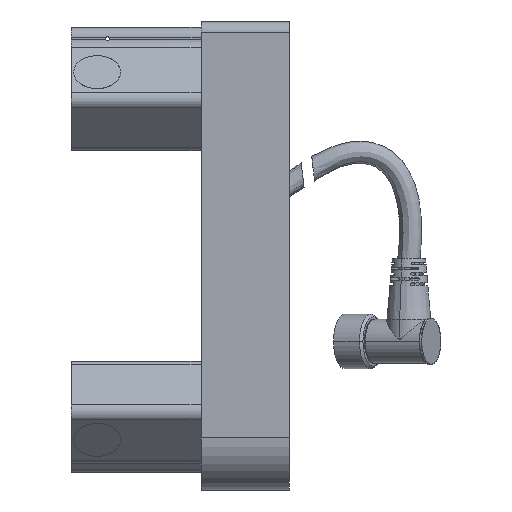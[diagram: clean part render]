
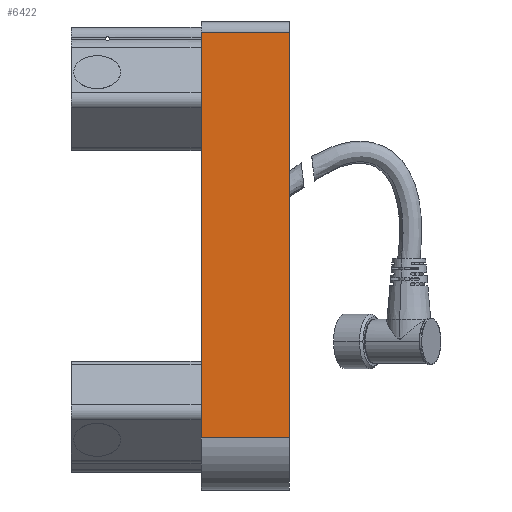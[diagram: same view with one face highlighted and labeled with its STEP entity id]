
A CAD part, left-side view. The second image highlights one B-rep face of the part: STEP entity #6422.
In plain terms, the highlighted planar face has unit normal (-1, 0, 0).
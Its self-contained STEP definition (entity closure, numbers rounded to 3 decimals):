
#147 = LINE ( 'NONE', #8975, #6604 ) ;
#778 = CARTESIAN_POINT ( 'NONE',  ( -45., 0., 43. ) ) ;
#925 = ORIENTED_EDGE ( 'NONE', *, *, #4982, .T. ) ;
#1789 = EDGE_LOOP ( 'NONE', ( #925, #8070, #4441, #8146 ) ) ;
#4204 = DIRECTION ( 'NONE',  ( 0., -1., 0. ) ) ;
#4436 = EDGE_CURVE ( 'NONE', #11485, #11487, #147, .T. ) ;
#4441 = ORIENTED_EDGE ( 'NONE', *, *, #12741, .F. ) ;
#4982 = EDGE_CURVE ( 'NONE', #11487, #7861, #12450, .T. ) ;
#5007 = DIRECTION ( 'NONE',  ( 0., 0., 1. ) ) ;
#5068 = CARTESIAN_POINT ( 'NONE',  ( -45., 17., -35. ) ) ;
#5072 = CARTESIAN_POINT ( 'NONE',  ( -45., 17., 43. ) ) ;
#5111 = CARTESIAN_POINT ( 'NONE',  ( -45., 0., -35. ) ) ;
#5191 = CARTESIAN_POINT ( 'NONE',  ( -45., 0., 43. ) ) ;
#5205 = DIRECTION ( 'NONE',  ( 0., 0., 1. ) ) ;
#5646 = VECTOR ( 'NONE', #5205, 1000. ) ;
#5859 = VECTOR ( 'NONE', #5007, 1000. ) ;
#6024 = LINE ( 'NONE', #5072, #5859 ) ;
#6422 = ADVANCED_FACE ( 'NONE', ( #12182 ), #9661, .F. ) ;
#6604 = VECTOR ( 'NONE', #8965, 1000. ) ;
#6774 = EDGE_CURVE ( 'NONE', #12149, #7861, #9334, .T. ) ;
#7861 = VERTEX_POINT ( 'NONE', #778 ) ;
#8070 = ORIENTED_EDGE ( 'NONE', *, *, #6774, .F. ) ;
#8146 = ORIENTED_EDGE ( 'NONE', *, *, #4436, .T. ) ;
#8494 = CARTESIAN_POINT ( 'NONE',  ( -45., 17., 43. ) ) ;
#8965 = DIRECTION ( 'NONE',  ( 0., -1., 0. ) ) ;
#8975 = CARTESIAN_POINT ( 'NONE',  ( -45., 17., -35. ) ) ;
#9334 = LINE ( 'NONE', #12627, #9345 ) ;
#9345 = VECTOR ( 'NONE', #4204, 1000. ) ;
#9603 = CARTESIAN_POINT ( 'NONE',  ( -45., 17., 43. ) ) ;
#9661 = PLANE ( 'NONE',  #9748 ) ;
#9676 = DIRECTION ( 'NONE',  ( 1., 0., 0. ) ) ;
#9694 = DIRECTION ( 'NONE',  ( 0., 0., -1. ) ) ;
#9748 = AXIS2_PLACEMENT_3D ( 'NONE', #9603, #9676, #9694 ) ;
#11485 = VERTEX_POINT ( 'NONE', #5068 ) ;
#11487 = VERTEX_POINT ( 'NONE', #5111 ) ;
#12149 = VERTEX_POINT ( 'NONE', #8494 ) ;
#12182 = FACE_OUTER_BOUND ( 'NONE', #1789, .T. ) ;
#12450 = LINE ( 'NONE', #5191, #5646 ) ;
#12627 = CARTESIAN_POINT ( 'NONE',  ( -45., 17., 43. ) ) ;
#12741 = EDGE_CURVE ( 'NONE', #11485, #12149, #6024, .T. ) ;
